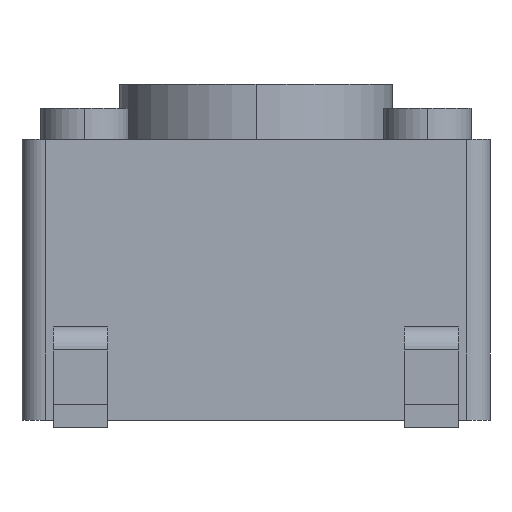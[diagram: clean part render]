
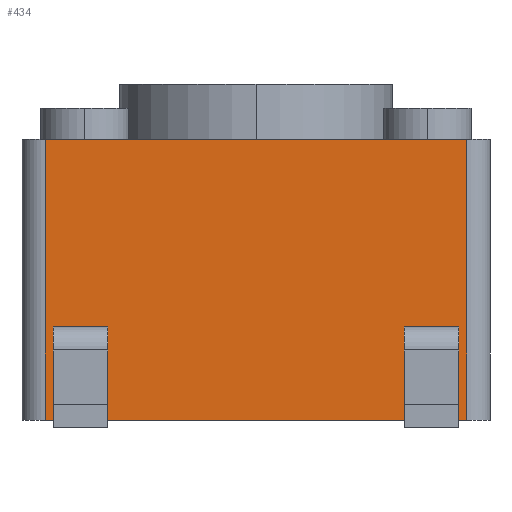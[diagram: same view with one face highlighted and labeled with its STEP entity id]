
A CAD part, front view. The second image highlights one B-rep face of the part: STEP entity #434.
In plain terms, the highlighted planar face has unit normal (0, -1, 0).
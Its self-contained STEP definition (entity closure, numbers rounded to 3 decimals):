
#60=VERTEX_POINT('',#61);
#61=CARTESIAN_POINT('',(-2.7,-3.0,0.0));
#68=EDGE_CURVE('',#60,#69,#71,.T.);
#69=VERTEX_POINT('',#70);
#70=CARTESIAN_POINT('',(2.7,-3.0,0.0));
#71=LINE('',#72,#73);
#72=CARTESIAN_POINT('',(-2.7,-3.0,0.0));
#73=VECTOR('',#74,1.0);
#74=DIRECTION('',(1.0,0.0,0.0));
#191=EDGE_CURVE('',#69,#192,#194,.T.);
#192=VERTEX_POINT('',#193);
#193=CARTESIAN_POINT('',(2.7,-3.0,-3.6));
#194=LINE('',#195,#196);
#195=CARTESIAN_POINT('',(2.7,-3.0,0.0));
#196=VECTOR('',#197,1.0);
#197=DIRECTION('',(0.0,0.0,-1.0));
#415=VERTEX_POINT('',#416);
#416=CARTESIAN_POINT('',(-2.7,-3.0,-3.6));
#423=EDGE_CURVE('',#415,#60,#424,.F.);
#424=LINE('',#425,#426);
#425=CARTESIAN_POINT('',(-2.7,-3.0,0.0));
#426=VECTOR('',#427,1.0);
#427=DIRECTION('',(0.0,0.0,-1.0));
#434=ADVANCED_FACE('',(#435,#446,#480),#514,.T.);
#435=FACE_BOUND('',#436,.T.);
#436=EDGE_LOOP('',(#437,#438,#444,#445));
#437=ORIENTED_EDGE('',*,*,#423,.F.);
#438=ORIENTED_EDGE('',*,*,#439,.T.);
#439=EDGE_CURVE('',#415,#192,#440,.T.);
#440=LINE('',#441,#442);
#441=CARTESIAN_POINT('',(-2.7,-3.0,-3.6));
#442=VECTOR('',#443,1.0);
#443=DIRECTION('',(1.0,0.0,0.0));
#444=ORIENTED_EDGE('',*,*,#191,.F.);
#445=ORIENTED_EDGE('',*,*,#68,.F.);
#446=FACE_BOUND('',#447,.T.);
#447=EDGE_LOOP('',(#448,#458,#466,#474));
#448=ORIENTED_EDGE('',*,*,#449,.T.);
#449=EDGE_CURVE('',#450,#452,#454,.T.);
#450=VERTEX_POINT('',#451);
#451=CARTESIAN_POINT('',(1.9,-3.0,-2.4));
#452=VERTEX_POINT('',#453);
#453=CARTESIAN_POINT('',(2.6,-3.0,-2.4));
#454=LINE('',#455,#456);
#455=CARTESIAN_POINT('',(1.9,-3.0,-2.4));
#456=VECTOR('',#457,1.0);
#457=DIRECTION('',(1.0,0.0,0.0));
#458=ORIENTED_EDGE('',*,*,#459,.T.);
#459=EDGE_CURVE('',#452,#460,#462,.F.);
#460=VERTEX_POINT('',#461);
#461=CARTESIAN_POINT('',(2.6,-3.0,-2.7));
#462=LINE('',#463,#464);
#463=CARTESIAN_POINT('',(2.6,-3.0,-2.7));
#464=VECTOR('',#465,1.0);
#465=DIRECTION('',(0.0,0.0,1.0));
#466=ORIENTED_EDGE('',*,*,#467,.T.);
#467=EDGE_CURVE('',#460,#468,#470,.F.);
#468=VERTEX_POINT('',#469);
#469=CARTESIAN_POINT('',(1.9,-3.0,-2.7));
#470=LINE('',#471,#472);
#471=CARTESIAN_POINT('',(1.9,-3.0,-2.7));
#472=VECTOR('',#473,1.0);
#473=DIRECTION('',(1.0,0.0,0.0));
#474=ORIENTED_EDGE('',*,*,#475,.T.);
#475=EDGE_CURVE('',#468,#450,#476,.T.);
#476=LINE('',#477,#478);
#477=CARTESIAN_POINT('',(1.9,-3.0,-2.7));
#478=VECTOR('',#479,1.0);
#479=DIRECTION('',(0.0,0.0,1.0));
#480=FACE_BOUND('',#481,.T.);
#481=EDGE_LOOP('',(#482,#492,#500,#508));
#482=ORIENTED_EDGE('',*,*,#483,.T.);
#483=EDGE_CURVE('',#484,#486,#488,.T.);
#484=VERTEX_POINT('',#485);
#485=CARTESIAN_POINT('',(-1.9,-3.0,-2.7));
#486=VERTEX_POINT('',#487);
#487=CARTESIAN_POINT('',(-2.6,-3.0,-2.7));
#488=LINE('',#489,#490);
#489=CARTESIAN_POINT('',(-1.9,-3.0,-2.7));
#490=VECTOR('',#491,1.0);
#491=DIRECTION('',(-1.0,0.0,0.0));
#492=ORIENTED_EDGE('',*,*,#493,.T.);
#493=EDGE_CURVE('',#486,#494,#496,.T.);
#494=VERTEX_POINT('',#495);
#495=CARTESIAN_POINT('',(-2.6,-3.0,-2.4));
#496=LINE('',#497,#498);
#497=CARTESIAN_POINT('',(-2.6,-3.0,-2.7));
#498=VECTOR('',#499,1.0);
#499=DIRECTION('',(0.0,0.0,1.0));
#500=ORIENTED_EDGE('',*,*,#501,.T.);
#501=EDGE_CURVE('',#494,#502,#504,.F.);
#502=VERTEX_POINT('',#503);
#503=CARTESIAN_POINT('',(-1.9,-3.0,-2.4));
#504=LINE('',#505,#506);
#505=CARTESIAN_POINT('',(-1.9,-3.0,-2.4));
#506=VECTOR('',#507,1.0);
#507=DIRECTION('',(-1.0,0.0,0.0));
#508=ORIENTED_EDGE('',*,*,#509,.T.);
#509=EDGE_CURVE('',#502,#484,#510,.F.);
#510=LINE('',#511,#512);
#511=CARTESIAN_POINT('',(-1.9,-3.0,-2.7));
#512=VECTOR('',#513,1.0);
#513=DIRECTION('',(0.0,0.0,1.0));
#514=PLANE('',#515);
#515=AXIS2_PLACEMENT_3D('',#516,#517,#518);
#516=CARTESIAN_POINT('',(-2.7,-3.0,0.0));
#517=DIRECTION('',(0.0,-1.0,0.0));
#518=DIRECTION('',(1.0,0.0,0.0));
